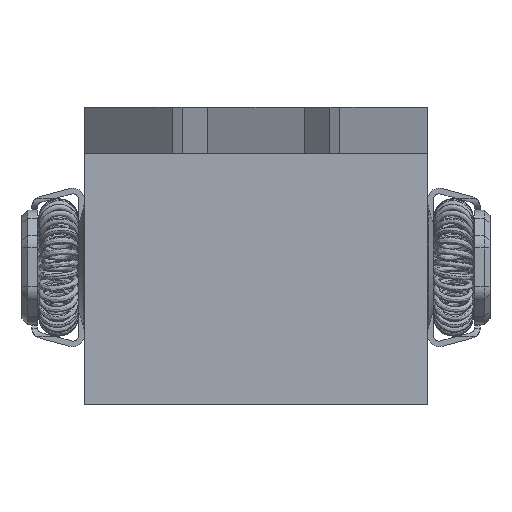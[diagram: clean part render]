
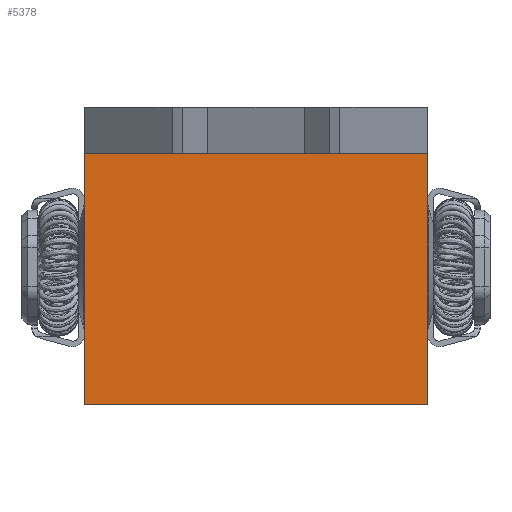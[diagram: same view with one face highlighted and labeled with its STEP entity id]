
A CAD part, left-side view. The second image highlights one B-rep face of the part: STEP entity #5378.
In plain terms, the highlighted planar face has unit normal (-1, 0, 0).
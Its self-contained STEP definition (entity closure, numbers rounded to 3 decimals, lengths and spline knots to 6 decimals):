
#514=LINE('',#80090,#996);
#515=LINE('',#80092,#997);
#516=LINE('',#80094,#998);
#517=LINE('',#80095,#999);
#996=VECTOR('',#7280,0.022);
#997=VECTOR('',#7281,0.03);
#998=VECTOR('',#7282,0.022);
#999=VECTOR('',#7283,0.03);
#1239=PLANE('',#5913);
#1529=FACE_OUTER_BOUND('',#1825,.T.);
#1825=EDGE_LOOP('',(#4647,#4648,#4649,#4650));
#2544=VERTEX_POINT('',#80088);
#2545=VERTEX_POINT('',#80089);
#2546=VERTEX_POINT('',#80091);
#2547=VERTEX_POINT('',#80093);
#3257=EDGE_CURVE('',#2544,#2545,#514,.T.);
#3258=EDGE_CURVE('',#2546,#2544,#515,.T.);
#3259=EDGE_CURVE('',#2546,#2547,#516,.T.);
#3260=EDGE_CURVE('',#2547,#2545,#517,.T.);
#4647=ORIENTED_EDGE('',*,*,#3257,.F.);
#4648=ORIENTED_EDGE('',*,*,#3258,.F.);
#4649=ORIENTED_EDGE('',*,*,#3259,.T.);
#4650=ORIENTED_EDGE('',*,*,#3260,.T.);
#5378=ADVANCED_FACE('',(#1529),#1239,.T.);
#5913=AXIS2_PLACEMENT_3D('',#80087,#7278,#7279);
#7278=DIRECTION('center_axis',(-1.,0.,0.));
#7279=DIRECTION('ref_axis',(0.,0.,1.));
#7280=DIRECTION('',(0.,0.,-1.));
#7281=DIRECTION('',(0.,-1.,0.));
#7282=DIRECTION('',(0.,0.,-1.));
#7283=DIRECTION('',(0.,-1.,0.));
#80087=CARTESIAN_POINT('Origin',(-0.023,0.,0.));
#80088=CARTESIAN_POINT('',(-0.023,-0.015,-0.004));
#80089=CARTESIAN_POINT('',(-0.023,-0.015,-0.026));
#80090=CARTESIAN_POINT('',(-0.023,-0.015,-0.004));
#80091=CARTESIAN_POINT('',(-0.023,0.015,-0.004));
#80092=CARTESIAN_POINT('',(-0.023,0.015,-0.004));
#80093=CARTESIAN_POINT('',(-0.023,0.015,-0.026));
#80094=CARTESIAN_POINT('',(-0.023,0.015,-0.004));
#80095=CARTESIAN_POINT('',(-0.023,0.015,-0.026));
